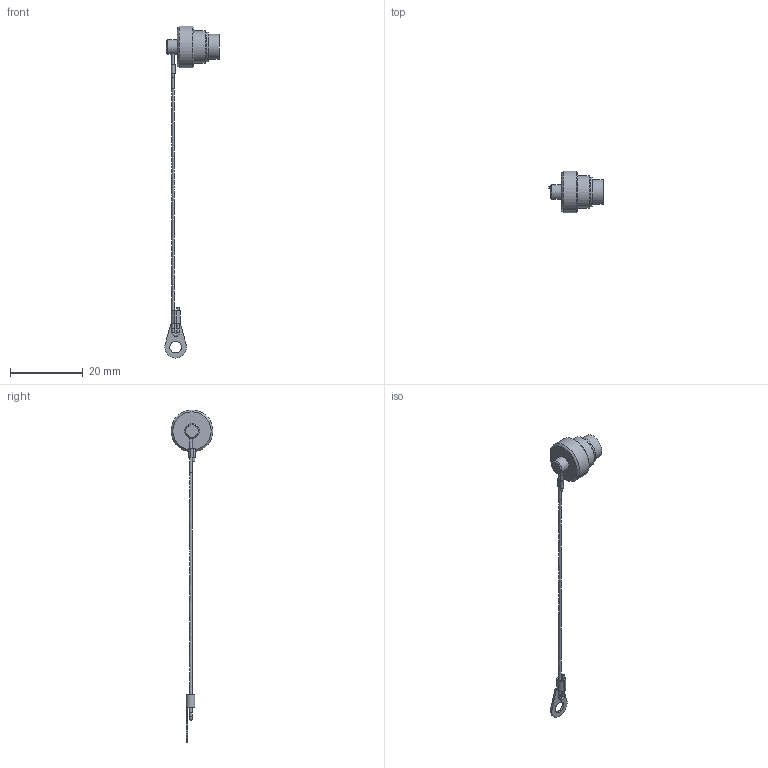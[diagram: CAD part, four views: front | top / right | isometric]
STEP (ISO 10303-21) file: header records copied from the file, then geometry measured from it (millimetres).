
FILE_DESCRIPTION(/* description */ (''),/* implementation_level */ '2;1');
FILE_NAME(/* name */ '08-0352-000-XXX-001_00.stp',/* time_stamp */ '2023-03-21T10:31:54+01:00',/* author */ (''),/* organization */ (''),/* preprocessor_version */ 'ST-DEVELOPER v16',/* originating_system */ 'SIEMENS PLM Software NX 11.0',/* authorisation */ '');
FILE_SCHEMA (('AUTOMOTIVE_DESIGN { 1 0 10303 214 3 1 1 1 }'));
Length unit declared in the file: millimetre
Products named in the file (1): khau16A43781v25r
Bounding box: 14.97 x 11.5 x 91.25 mm (x, y, z)
Volume: 660.7 mm3; surface area: 1053.2 mm2
Topology: 1 solids, 1 shells, 52 faces, 124 edges, 79 vertices
Faces by surface type: plane 23, cylinder 16, bspline 9, cone 4
Full cylindrical faces by diameter (mm): 3.2 x1, 4 x1, 6.05 x1, 6.85 x1, 8.2 x1, 9 x1, 11.5 x1
Entity records: 2707 total; most frequent: CARTESIAN_POINT 1625, DIRECTION 210, ORIENTED_EDGE 184, EDGE_CURVE 92, AXIS2_PLACEMENT_3D 89, EDGE_LOOP 86, VERTEX_POINT 70, FACE_BOUND 62
